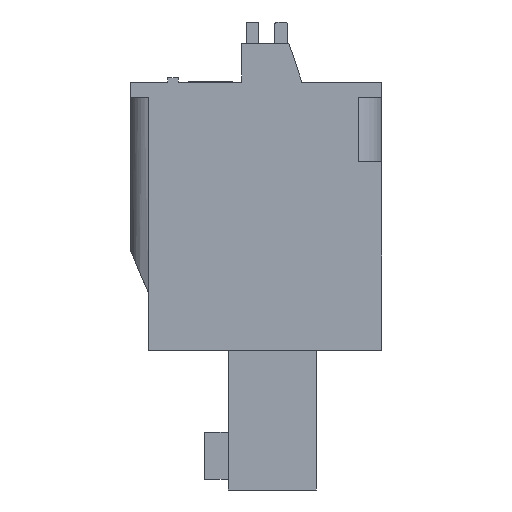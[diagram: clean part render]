
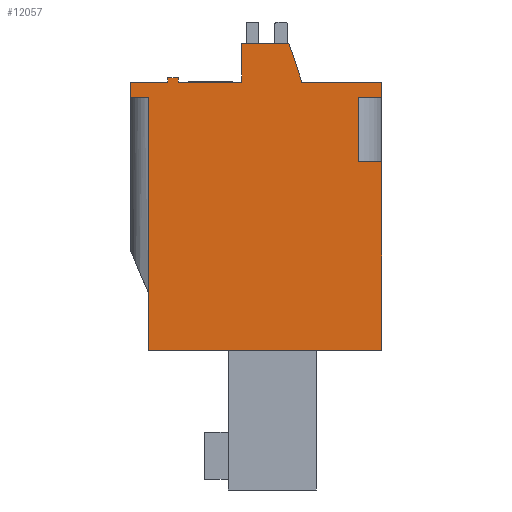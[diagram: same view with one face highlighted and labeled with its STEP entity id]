
A CAD part, left-side view. The second image highlights one B-rep face of the part: STEP entity #12057.
In plain terms, the highlighted planar face has unit normal (-1, 0, 0).
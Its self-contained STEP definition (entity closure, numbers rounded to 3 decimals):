
#130 = DIRECTION ( 'NONE',  ( 0., 1., 0. ) ) ;
#164 = VECTOR ( 'NONE', #54087, 1000. ) ;
#235 = CARTESIAN_POINT ( 'NONE',  ( 0., 9.98, 12.7 ) ) ;
#551 = CARTESIAN_POINT ( 'NONE',  ( 0., 6.53, 12.5 ) ) ;
#614 = LINE ( 'NONE', #48074, #16204 ) ;
#717 = VERTEX_POINT ( 'NONE', #44462 ) ;
#1454 = DIRECTION ( 'NONE',  ( 0., 0., -1. ) ) ;
#1803 = LINE ( 'NONE', #35018, #53185 ) ;
#2108 = VERTEX_POINT ( 'NONE', #11718 ) ;
#2270 = CARTESIAN_POINT ( 'NONE',  ( 0., 0., 11.8 ) ) ;
#2998 = CARTESIAN_POINT ( 'NONE',  ( 0., 10.88, 0. ) ) ;
#3682 = ORIENTED_EDGE ( 'NONE', *, *, #5780, .T. ) ;
#4794 = EDGE_CURVE ( 'NONE', #12887, #57229, #11125, .T. ) ;
#4804 = ORIENTED_EDGE ( 'NONE', *, *, #20191, .F. ) ;
#5349 = ORIENTED_EDGE ( 'NONE', *, *, #64403, .F. ) ;
#5664 = CARTESIAN_POINT ( 'NONE',  ( 0., 4.33, 14.3 ) ) ;
#5780 = EDGE_CURVE ( 'NONE', #40710, #28018, #31983, .T. ) ;
#5892 = DIRECTION ( 'NONE',  ( 0., 0., -1. ) ) ;
#6110 = CARTESIAN_POINT ( 'NONE',  ( 0., 9.48, 12.7 ) ) ;
#6915 = CARTESIAN_POINT ( 'NONE',  ( 0., 11.73, 11.8 ) ) ;
#7250 = FACE_OUTER_BOUND ( 'NONE', #24863, .T. ) ;
#8125 = LINE ( 'NONE', #20624, #32201 ) ;
#8466 = VECTOR ( 'NONE', #130, 1000. ) ;
#9008 = VECTOR ( 'NONE', #15311, 1000. ) ;
#9449 = EDGE_CURVE ( 'NONE', #62308, #62406, #614, .T. ) ;
#9965 = ORIENTED_EDGE ( 'NONE', *, *, #12938, .T. ) ;
#10823 = LINE ( 'NONE', #5664, #8466 ) ;
#11125 = LINE ( 'NONE', #35698, #33749 ) ;
#11168 = DIRECTION ( 'NONE',  ( 0., 0., -1. ) ) ;
#11590 = VECTOR ( 'NONE', #12377, 1000. ) ;
#11718 = CARTESIAN_POINT ( 'NONE',  ( 0., 9.48, 12.5 ) ) ;
#11725 = EDGE_CURVE ( 'NONE', #16501, #20159, #45447, .T. ) ;
#12044 = DIRECTION ( 'NONE',  ( 0., 0., -1. ) ) ;
#12057 = ADVANCED_FACE ( 'NONE', ( #7250 ), #54554, .F. ) ;
#12090 = ORIENTED_EDGE ( 'NONE', *, *, #57676, .F. ) ;
#12377 = DIRECTION ( 'NONE',  ( 0., 0., -1. ) ) ;
#12438 = ORIENTED_EDGE ( 'NONE', *, *, #16953, .T. ) ;
#12887 = VERTEX_POINT ( 'NONE', #21812 ) ;
#12938 = EDGE_CURVE ( 'NONE', #43373, #61725, #50858, .T. ) ;
#13928 = LINE ( 'NONE', #47649, #11590 ) ;
#14644 = VERTEX_POINT ( 'NONE', #60556 ) ;
#14968 = CARTESIAN_POINT ( 'NONE',  ( 0., 0., 12.5 ) ) ;
#15060 = EDGE_CURVE ( 'NONE', #62406, #59095, #10823, .T. ) ;
#15075 = DIRECTION ( 'NONE',  ( 0., 1., 0. ) ) ;
#15311 = DIRECTION ( 'NONE',  ( 0., -1., 0. ) ) ;
#15612 = VERTEX_POINT ( 'NONE', #20787 ) ;
#16204 = VECTOR ( 'NONE', #18247, 1000. ) ;
#16501 = VERTEX_POINT ( 'NONE', #6110 ) ;
#16953 = EDGE_CURVE ( 'NONE', #2108, #16501, #61724, .T. ) ;
#17015 = DIRECTION ( 'NONE',  ( 0., -1., 0. ) ) ;
#18247 = DIRECTION ( 'NONE',  ( 0., 0.316, 0.949 ) ) ;
#18979 = VECTOR ( 'NONE', #15075, 1000. ) ;
#19981 = DIRECTION ( 'NONE',  ( 1., 0., 0. ) ) ;
#20159 = VERTEX_POINT ( 'NONE', #40434 ) ;
#20191 = EDGE_CURVE ( 'NONE', #40710, #54593, #8125, .T. ) ;
#20624 = CARTESIAN_POINT ( 'NONE',  ( 0., 1.1, 81.879 ) ) ;
#20756 = VECTOR ( 'NONE', #46571, 1000. ) ;
#20787 = CARTESIAN_POINT ( 'NONE',  ( 0., 0., 0. ) ) ;
#21812 = CARTESIAN_POINT ( 'NONE',  ( 0., 11.73, 12.5 ) ) ;
#23510 = EDGE_CURVE ( 'NONE', #14644, #28018, #13928, .T. ) ;
#23703 = ORIENTED_EDGE ( 'NONE', *, *, #23510, .F. ) ;
#24083 = VECTOR ( 'NONE', #17015, 1000. ) ;
#24524 = ORIENTED_EDGE ( 'NONE', *, *, #4794, .T. ) ;
#24863 = EDGE_LOOP ( 'NONE', ( #50836, #57910, #43832, #4804, #3682, #23703, #55512, #62731, #55755, #61412, #5349, #12438, #37283, #29843, #12090, #24524, #24949, #9965 ) ) ;
#24949 = ORIENTED_EDGE ( 'NONE', *, *, #47205, .T. ) ;
#25743 = VECTOR ( 'NONE', #46473, 1000. ) ;
#27031 = CARTESIAN_POINT ( 'NONE',  ( 0., 10.88, 81.875 ) ) ;
#27652 = VECTOR ( 'NONE', #11168, 1000. ) ;
#27752 = LINE ( 'NONE', #37375, #58928 ) ;
#27759 = LINE ( 'NONE', #41549, #20756 ) ;
#28018 = VERTEX_POINT ( 'NONE', #42798 ) ;
#28227 = VECTOR ( 'NONE', #36969, 1000. ) ;
#29843 = ORIENTED_EDGE ( 'NONE', *, *, #42157, .T. ) ;
#29879 = CARTESIAN_POINT ( 'NONE',  ( 0., 4.33, 14.3 ) ) ;
#30438 = CARTESIAN_POINT ( 'NONE',  ( 0., 6.53, 14.3 ) ) ;
#31136 = LINE ( 'NONE', #56844, #24083 ) ;
#31983 = LINE ( 'NONE', #2270, #25743 ) ;
#32201 = VECTOR ( 'NONE', #1454, 1000. ) ;
#32619 = EDGE_CURVE ( 'NONE', #42505, #15612, #54682, .T. ) ;
#33346 = CARTESIAN_POINT ( 'NONE',  ( 0., 0., 8.8 ) ) ;
#33749 = VECTOR ( 'NONE', #5892, 1000. ) ;
#33872 = CARTESIAN_POINT ( 'NONE',  ( 0., 0., 12.5 ) ) ;
#34561 = LINE ( 'NONE', #35354, #49244 ) ;
#35018 = CARTESIAN_POINT ( 'NONE',  ( 0., 1.1, 8.8 ) ) ;
#35354 = CARTESIAN_POINT ( 'NONE',  ( 0., 0., 12.5 ) ) ;
#35698 = CARTESIAN_POINT ( 'NONE',  ( 0., 11.73, 12.5 ) ) ;
#35944 = CARTESIAN_POINT ( 'NONE',  ( 0., 0., 81.179 ) ) ;
#36299 = CARTESIAN_POINT ( 'NONE',  ( 0., 0., 0. ) ) ;
#36498 = DIRECTION ( 'NONE',  ( 0., -1., 0. ) ) ;
#36969 = DIRECTION ( 'NONE',  ( 0., 0., -1. ) ) ;
#37022 = LINE ( 'NONE', #33872, #9008 ) ;
#37157 = DIRECTION ( 'NONE',  ( 0., 0., -1. ) ) ;
#37277 = EDGE_CURVE ( 'NONE', #59095, #46761, #27752, .T. ) ;
#37283 = ORIENTED_EDGE ( 'NONE', *, *, #11725, .T. ) ;
#37375 = CARTESIAN_POINT ( 'NONE',  ( 0., 6.53, 14.3 ) ) ;
#39135 = CARTESIAN_POINT ( 'NONE',  ( 0., 1.1, 11.8 ) ) ;
#39550 = DIRECTION ( 'NONE',  ( 0., -1., 0. ) ) ;
#40434 = CARTESIAN_POINT ( 'NONE',  ( 0., 9.98, 12.7 ) ) ;
#40535 = CARTESIAN_POINT ( 'NONE',  ( 0., 9.98, 12.5 ) ) ;
#40710 = VERTEX_POINT ( 'NONE', #39135 ) ;
#40760 = VECTOR ( 'NONE', #12044, 1000. ) ;
#41549 = CARTESIAN_POINT ( 'NONE',  ( 0., 0., 12.5 ) ) ;
#42157 = EDGE_CURVE ( 'NONE', #20159, #717, #51729, .T. ) ;
#42505 = VERTEX_POINT ( 'NONE', #33346 ) ;
#42798 = CARTESIAN_POINT ( 'NONE',  ( 0., 0., 11.8 ) ) ;
#43373 = VERTEX_POINT ( 'NONE', #53382 ) ;
#43832 = ORIENTED_EDGE ( 'NONE', *, *, #52664, .F. ) ;
#44133 = EDGE_CURVE ( 'NONE', #62308, #14644, #27759, .T. ) ;
#44462 = CARTESIAN_POINT ( 'NONE',  ( 0., 9.98, 12.5 ) ) ;
#44764 = DIRECTION ( 'NONE',  ( 0., 0., -1. ) ) ;
#45447 = LINE ( 'NONE', #235, #18979 ) ;
#46473 = DIRECTION ( 'NONE',  ( 0., -1., 0. ) ) ;
#46571 = DIRECTION ( 'NONE',  ( 0., -1., 0. ) ) ;
#46761 = VERTEX_POINT ( 'NONE', #551 ) ;
#47205 = EDGE_CURVE ( 'NONE', #57229, #43373, #31136, .T. ) ;
#47649 = CARTESIAN_POINT ( 'NONE',  ( 0., 0., 12.5 ) ) ;
#48074 = CARTESIAN_POINT ( 'NONE',  ( 0., 3.73, 12.5 ) ) ;
#48211 = EDGE_CURVE ( 'NONE', #61725, #15612, #51379, .T. ) ;
#49244 = VECTOR ( 'NONE', #60365, 1000. ) ;
#50836 = ORIENTED_EDGE ( 'NONE', *, *, #48211, .T. ) ;
#50858 = LINE ( 'NONE', #27031, #40760 ) ;
#51379 = LINE ( 'NONE', #36299, #54512 ) ;
#51729 = LINE ( 'NONE', #40535, #27652 ) ;
#52664 = EDGE_CURVE ( 'NONE', #54593, #42505, #1803, .T. ) ;
#53185 = VECTOR ( 'NONE', #39550, 1000. ) ;
#53382 = CARTESIAN_POINT ( 'NONE',  ( 0., 10.88, 11.8 ) ) ;
#53560 = CARTESIAN_POINT ( 'NONE',  ( 0., 3.73, 12.5 ) ) ;
#54087 = DIRECTION ( 'NONE',  ( 0., 0., 1. ) ) ;
#54512 = VECTOR ( 'NONE', #36498, 1000. ) ;
#54554 = PLANE ( 'NONE',  #58841 ) ;
#54593 = VERTEX_POINT ( 'NONE', #58728 ) ;
#54682 = LINE ( 'NONE', #35944, #28227 ) ;
#55512 = ORIENTED_EDGE ( 'NONE', *, *, #44133, .F. ) ;
#55755 = ORIENTED_EDGE ( 'NONE', *, *, #15060, .T. ) ;
#56844 = CARTESIAN_POINT ( 'NONE',  ( 0., 11.73, 11.8 ) ) ;
#57229 = VERTEX_POINT ( 'NONE', #6915 ) ;
#57676 = EDGE_CURVE ( 'NONE', #12887, #717, #34561, .T. ) ;
#57910 = ORIENTED_EDGE ( 'NONE', *, *, #32619, .F. ) ;
#58728 = CARTESIAN_POINT ( 'NONE',  ( 0., 1.1, 8.8 ) ) ;
#58841 = AXIS2_PLACEMENT_3D ( 'NONE', #14968, #19981, #44764 ) ;
#58928 = VECTOR ( 'NONE', #37157, 1000. ) ;
#59095 = VERTEX_POINT ( 'NONE', #30438 ) ;
#59349 = CARTESIAN_POINT ( 'NONE',  ( 0., 9.48, 12.5 ) ) ;
#60365 = DIRECTION ( 'NONE',  ( 0., -1., 0. ) ) ;
#60556 = CARTESIAN_POINT ( 'NONE',  ( 0., 0., 12.5 ) ) ;
#61412 = ORIENTED_EDGE ( 'NONE', *, *, #37277, .T. ) ;
#61724 = LINE ( 'NONE', #59349, #164 ) ;
#61725 = VERTEX_POINT ( 'NONE', #2998 ) ;
#62308 = VERTEX_POINT ( 'NONE', #53560 ) ;
#62406 = VERTEX_POINT ( 'NONE', #29879 ) ;
#62731 = ORIENTED_EDGE ( 'NONE', *, *, #9449, .T. ) ;
#64403 = EDGE_CURVE ( 'NONE', #2108, #46761, #37022, .T. ) ;
